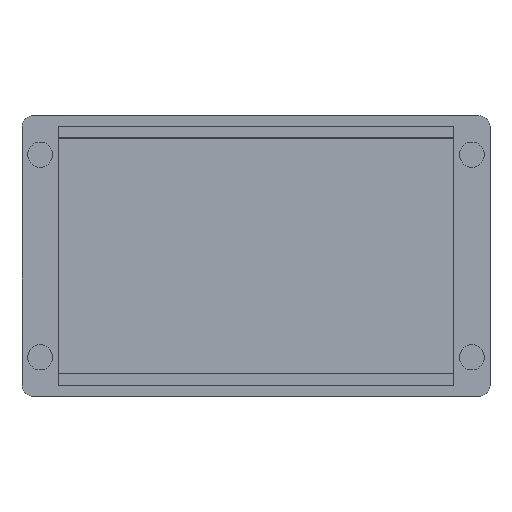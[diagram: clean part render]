
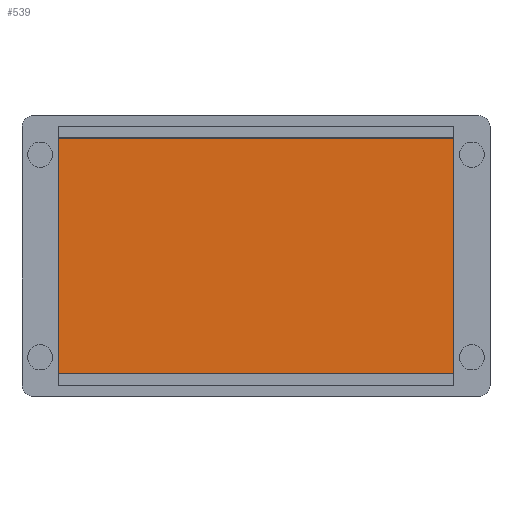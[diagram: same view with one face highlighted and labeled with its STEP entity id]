
A CAD part, top view. The second image highlights one B-rep face of the part: STEP entity #539.
In plain terms, the highlighted planar face has unit normal (0, 0, 1).
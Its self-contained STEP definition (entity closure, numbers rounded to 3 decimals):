
#37=PLANE('',#612);
#72=FACE_OUTER_BOUND('',#112,.T.);
#112=EDGE_LOOP('',(#470,#471,#472,#473));
#146=LINE('',#900,#194);
#153=LINE('',#914,#201);
#158=LINE('',#923,#206);
#159=LINE('',#924,#207);
#194=VECTOR('',#750,10.);
#201=VECTOR('',#761,10.);
#206=VECTOR('',#768,10.);
#207=VECTOR('',#769,10.);
#270=VERTEX_POINT('',#898);
#271=VERTEX_POINT('',#899);
#276=VERTEX_POINT('',#913);
#279=VERTEX_POINT('',#922);
#334=EDGE_CURVE('',#270,#271,#146,.T.);
#341=EDGE_CURVE('',#276,#270,#153,.T.);
#346=EDGE_CURVE('',#271,#279,#158,.T.);
#347=EDGE_CURVE('',#279,#276,#159,.T.);
#470=ORIENTED_EDGE('',*,*,#334,.T.);
#471=ORIENTED_EDGE('',*,*,#346,.T.);
#472=ORIENTED_EDGE('',*,*,#347,.T.);
#473=ORIENTED_EDGE('',*,*,#341,.T.);
#539=ADVANCED_FACE('',(#72),#37,.F.);
#612=AXIS2_PLACEMENT_3D('',#921,#766,#767);
#750=DIRECTION('',(1.,0.,0.));
#761=DIRECTION('',(0.,-1.,0.));
#766=DIRECTION('center_axis',(0.,0.,-1.));
#767=DIRECTION('ref_axis',(1.,0.,0.));
#768=DIRECTION('',(0.,1.,0.));
#769=DIRECTION('',(-1.,0.,0.));
#898=CARTESIAN_POINT('',(0.,-44.35,-5.625));
#899=CARTESIAN_POINT('',(70.975,-44.35,-5.625));
#900=CARTESIAN_POINT('',(53.231,-44.35,-5.625));
#913=CARTESIAN_POINT('',(0.,-2.,-5.625));
#914=CARTESIAN_POINT('',(0.,0.,-5.625));
#921=CARTESIAN_POINT('Origin',(35.488,-23.175,-5.625));
#922=CARTESIAN_POINT('',(70.975,-2.,-5.625));
#923=CARTESIAN_POINT('',(70.975,-46.35,-5.625));
#924=CARTESIAN_POINT('',(17.744,-2.,-5.625));
